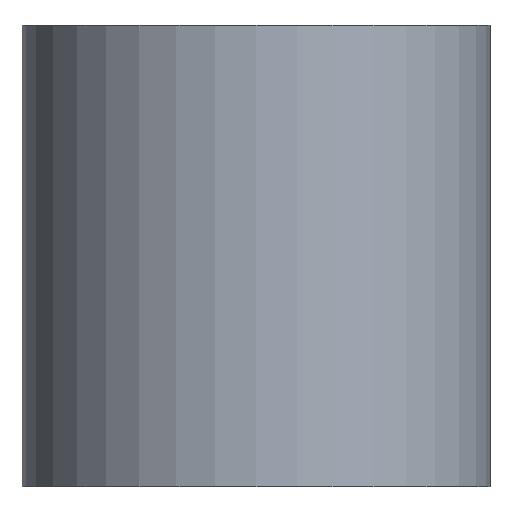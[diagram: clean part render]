
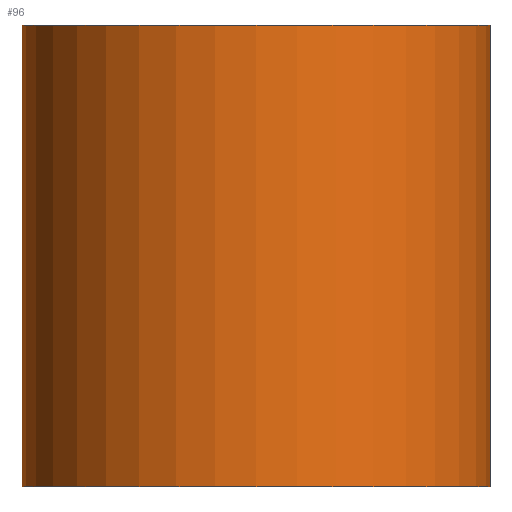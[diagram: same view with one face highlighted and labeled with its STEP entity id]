
A CAD part, front view. The second image highlights one B-rep face of the part: STEP entity #96.
In plain terms, the highlighted cylindrical face has radius 16.75 mm (diameter 33.5 mm), a partial arc.
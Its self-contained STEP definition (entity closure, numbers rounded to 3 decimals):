
#2 = AXIS2_PLACEMENT_3D ( 'NONE', #41, #57, #27 ) ;
#4 = CARTESIAN_POINT ( 'NONE',  ( -16.75, 0., 0. ) ) ;
#7 = ORIENTED_EDGE ( 'NONE', *, *, #20, .T. ) ;
#10 = ORIENTED_EDGE ( 'NONE', *, *, #79, .F. ) ;
#15 = CARTESIAN_POINT ( 'NONE',  ( 0., 0., 33. ) ) ;
#18 = LINE ( 'NONE', #81, #119 ) ;
#20 = EDGE_CURVE ( 'NONE', #139, #140, #18, .T. ) ;
#21 = ORIENTED_EDGE ( 'NONE', *, *, #37, .T. ) ;
#22 = EDGE_LOOP ( 'NONE', ( #75, #10, #7, #21 ) ) ;
#27 = DIRECTION ( 'NONE',  ( 1., 0., 0. ) ) ;
#31 = LINE ( 'NONE', #72, #62 ) ;
#34 = VERTEX_POINT ( 'NONE', #70 ) ;
#37 = EDGE_CURVE ( 'NONE', #140, #88, #109, .T. ) ;
#38 = AXIS2_PLACEMENT_3D ( 'NONE', #15, #95, #56 ) ;
#41 = CARTESIAN_POINT ( 'NONE',  ( 0., 0., 33. ) ) ;
#42 = FACE_OUTER_BOUND ( 'NONE', #22, .T. ) ;
#47 = AXIS2_PLACEMENT_3D ( 'NONE', #80, #110, #67 ) ;
#51 = DIRECTION ( 'NONE',  ( 0., 0., -1. ) ) ;
#53 = DIRECTION ( 'NONE',  ( 0., 0., -1. ) ) ;
#56 = DIRECTION ( 'NONE',  ( -1., 0., 0. ) ) ;
#57 = DIRECTION ( 'NONE',  ( 0., 0., 1. ) ) ;
#62 = VECTOR ( 'NONE', #51, 1000. ) ;
#67 = DIRECTION ( 'NONE',  ( 1., 0., 0. ) ) ;
#70 = CARTESIAN_POINT ( 'NONE',  ( 16.75, 0., 33. ) ) ;
#72 = CARTESIAN_POINT ( 'NONE',  ( 16.75, 0., 33. ) ) ;
#75 = ORIENTED_EDGE ( 'NONE', *, *, #121, .F. ) ;
#79 = EDGE_CURVE ( 'NONE', #139, #34, #124, .T. ) ;
#80 = CARTESIAN_POINT ( 'NONE',  ( 0., 0., 0. ) ) ;
#81 = CARTESIAN_POINT ( 'NONE',  ( -16.75, 0., 33. ) ) ;
#83 = CYLINDRICAL_SURFACE ( 'NONE', #38, 16.75 ) ;
#88 = VERTEX_POINT ( 'NONE', #114 ) ;
#95 = DIRECTION ( 'NONE',  ( 0., 0., -1. ) ) ;
#96 = ADVANCED_FACE ( 'NONE', ( #42 ), #83, .T. ) ;
#101 = CARTESIAN_POINT ( 'NONE',  ( -16.75, 0., 33. ) ) ;
#109 = CIRCLE ( 'NONE', #47, 16.75 ) ;
#110 = DIRECTION ( 'NONE',  ( 0., 0., 1. ) ) ;
#114 = CARTESIAN_POINT ( 'NONE',  ( 16.75, 0., 0. ) ) ;
#119 = VECTOR ( 'NONE', #53, 1000. ) ;
#121 = EDGE_CURVE ( 'NONE', #34, #88, #31, .T. ) ;
#124 = CIRCLE ( 'NONE', #2, 16.75 ) ;
#139 = VERTEX_POINT ( 'NONE', #101 ) ;
#140 = VERTEX_POINT ( 'NONE', #4 ) ;
